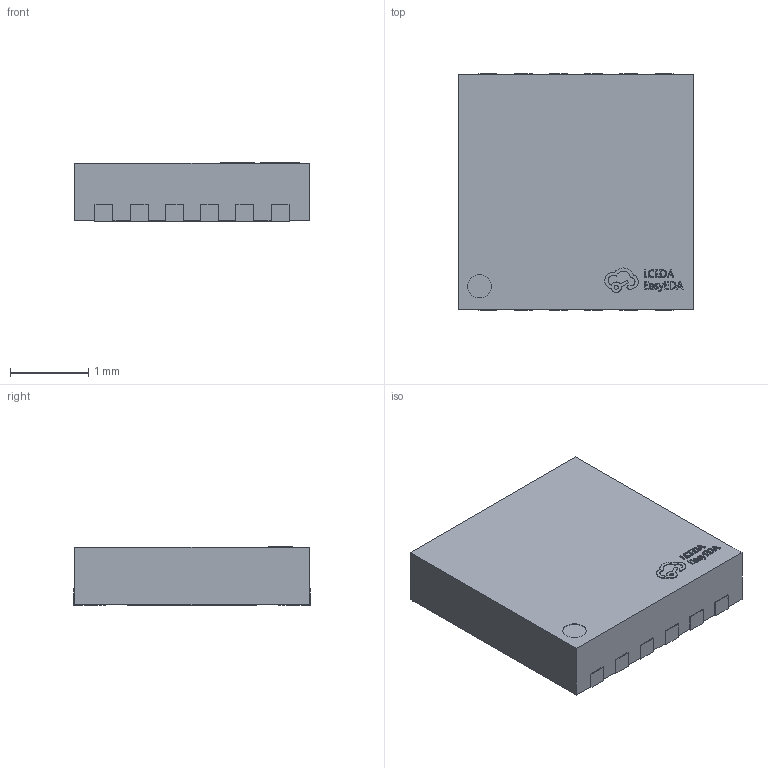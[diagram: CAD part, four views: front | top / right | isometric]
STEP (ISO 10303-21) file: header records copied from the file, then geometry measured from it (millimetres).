
FILE_DESCRIPTION (( 'STEP AP214' ), '1' );
FILE_NAME ('DFN-12_L3.0-W3.0-P0.50-LS3.0-BL-EP.STEP', '2023-04-02T09:30:56', ( '' ), ( '' ), 'SwSTEP 2.0', 'SolidWorks 2020', '' );
FILE_SCHEMA (( 'AUTOMOTIVE_DESIGN' ));
Length unit declared in the file: millimetre
Products named in the file (1): DFN-12_L3.0-W3.0-P0.50-LS3.0-BL-EP
Bounding box: 3 x 3.02 x 0.75 mm (x, y, z)
Volume: 6.6 mm3; surface area: 27.2 mm2
Topology: 1 solids, 1 shells, 335 faces, 936 edges, 624 vertices
Faces by surface type: plane 211, bspline 98, cylinder 26
Entity records: 14913 total; most frequent: CARTESIAN_POINT 3202, ORIENTED_EDGE 1872, DIRECTION 1264, EDGE_CURVE 936, LINE 684, VECTOR 684, VERTEX_POINT 624, EDGE_LOOP 356
